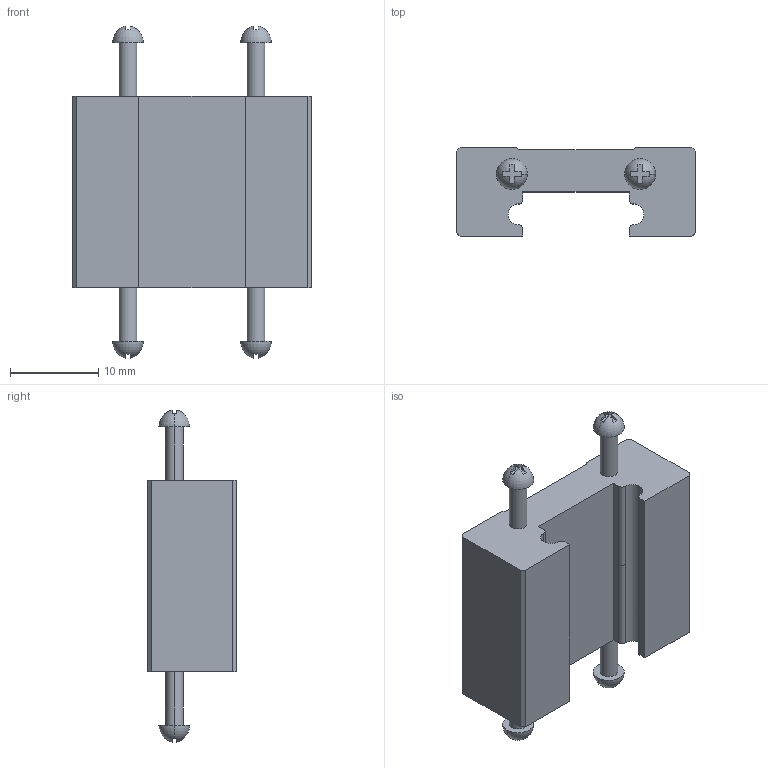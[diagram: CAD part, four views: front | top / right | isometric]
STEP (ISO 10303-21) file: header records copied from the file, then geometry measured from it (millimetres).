
FILE_DESCRIPTION (( 'STEP AP214' ), '1' );
FILE_NAME ('MGN12C_Body.STEP', '2025-09-18T19:06:31', ( '' ), ( '' ), 'SwSTEP 2.0', 'SolidWorks 2024', '' );
FILE_SCHEMA (( 'AUTOMOTIVE_DESIGN' ));
Length unit declared in the file: millimetre
Products named in the file (1): MGN12C_Body
Bounding box: 27 x 10 x 37.54 mm (x, y, z)
Volume: 4343.3 mm3; surface area: 2780.3 mm2
Topology: 1 solids, 1 shells, 183 faces, 491 edges, 322 vertices
Faces by surface type: cylinder 83, plane 68, bspline 16, torus 8, cone 8
Entity records: 14910 total; most frequent: CARTESIAN_POINT 10697, ORIENTED_EDGE 982, DIRECTION 725, EDGE_CURVE 491, VERTEX_POINT 322, AXIS2_PLACEMENT_3D 266, EDGE_LOOP 195, VECTOR 193
